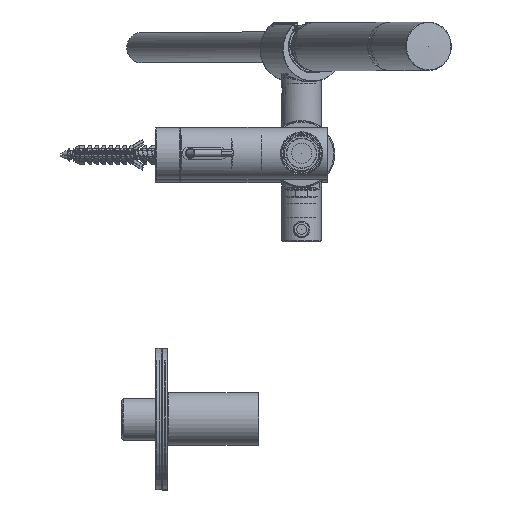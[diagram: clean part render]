
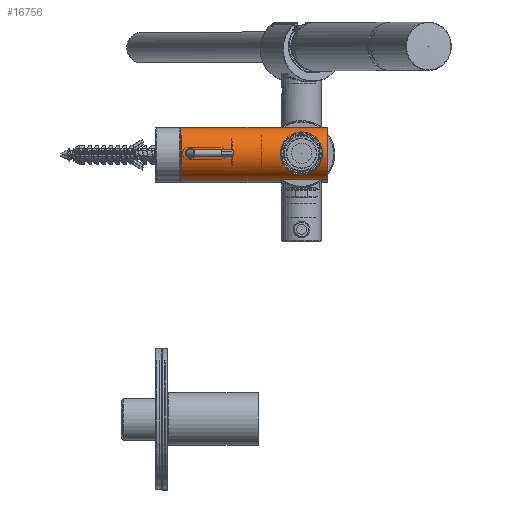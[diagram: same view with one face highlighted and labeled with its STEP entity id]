
A CAD part, top view. The second image highlights one B-rep face of the part: STEP entity #16756.
In plain terms, the highlighted cylindrical face has radius 13 mm (diameter 26 mm), a full revolution.
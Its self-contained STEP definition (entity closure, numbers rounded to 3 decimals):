
#845=B_SPLINE_CURVE_WITH_KNOTS('',3,(#31094,#31095,#31096,#31097,#31098,
#31099,#31100,#31101,#31102,#31103,#31104,#31105,#31106,#31107,#31108,#31109,
#31110,#31111,#31112,#31113,#31114,#31115,#31116,#31117,#31118,#31119,#31120,
#31121,#31122,#31123),.UNSPECIFIED.,.T.,.F.,(1,1,1,1,1,1,1,1,1,1,1,1,1,
1,1,1,1,1,1,1,1,1,1,1,1,1,1,1,1,1,1,1,1,1),(-0.007,-0.004,
-0.002,0.,0.002,0.004,
0.009,0.011,0.013,0.016,
0.018,0.02,0.022,0.024,
0.027,0.031,0.035,0.04,
0.044,0.047,0.049,0.051,
0.053,0.055,0.058,0.06,
0.062,0.064,0.067,0.069,
0.071,0.073,0.075,0.08),
 .UNSPECIFIED.);
#846=B_SPLINE_CURVE_WITH_KNOTS('',3,(#31125,#31126,#31127,#31128,#31129,
#31130,#31131,#31132,#31133,#31134,#31135,#31136,#31137,#31138,#31139,#31140,
#31141,#31142,#31143,#31144,#31145,#31146,#31147,#31148,#31149,#31150,#31151,
#31152,#31153,#31154),.UNSPECIFIED.,.T.,.F.,(1,1,1,1,1,1,1,1,1,1,1,1,1,
1,1,1,1,1,1,1,1,1,1,1,1,1,1,1,1,1,1,1,1,1),(-0.007,-0.004,
-0.002,0.,0.002,0.004,
0.009,0.011,0.013,0.016,
0.018,0.02,0.022,0.024,
0.027,0.031,0.035,0.04,
0.044,0.047,0.049,0.051,
0.053,0.055,0.058,0.06,
0.062,0.064,0.067,0.069,
0.071,0.073,0.075,0.08),
 .UNSPECIFIED.);
#847=B_SPLINE_CURVE_WITH_KNOTS('',3,(#31160,#31161,#31162,#31163,#31164,
#31165,#31166,#31167,#31168,#31169,#31170,#31171,#31172,#31173),
 .UNSPECIFIED.,.T.,.F.,(1,1,1,1,1,1,1,1,1,1,1,1,1,1,1,1,1,1),(-0.005,
-0.004,-0.002,0.,0.002,0.003,
0.004,0.006,0.008,0.009,
0.01,0.011,0.012,0.014,
0.015,0.017,0.018,0.019),
 .UNSPECIFIED.);
#1164=CYLINDRICAL_SURFACE('',#18474,13.);
#1822=CIRCLE('',#18475,13.);
#1823=CIRCLE('',#18476,13.);
#4421=ORIENTED_EDGE('',*,*,#6777,.T.);
#4422=ORIENTED_EDGE('',*,*,#6778,.T.);
#4423=ORIENTED_EDGE('',*,*,#6779,.T.);
#4424=ORIENTED_EDGE('',*,*,#6780,.T.);
#4425=ORIENTED_EDGE('',*,*,#6781,.F.);
#6777=EDGE_CURVE('',#8178,#8178,#845,.T.);
#6778=EDGE_CURVE('',#8179,#8179,#846,.T.);
#6779=EDGE_CURVE('',#8180,#8180,#1822,.T.);
#6780=EDGE_CURVE('',#8181,#8181,#1823,.F.);
#6781=EDGE_CURVE('',#8182,#8182,#847,.T.);
#8178=VERTEX_POINT('',#31124);
#8179=VERTEX_POINT('',#31155);
#8180=VERTEX_POINT('',#31157);
#8181=VERTEX_POINT('',#31159);
#8182=VERTEX_POINT('',#31174);
#10705=EDGE_LOOP('',(#4421));
#10706=EDGE_LOOP('',(#4422));
#10707=EDGE_LOOP('',(#4423));
#10708=EDGE_LOOP('',(#4424));
#10709=EDGE_LOOP('',(#4425));
#12232=FACE_BOUND('',#10705,.T.);
#12233=FACE_BOUND('',#10706,.T.);
#12234=FACE_BOUND('',#10707,.T.);
#12235=FACE_BOUND('',#10708,.T.);
#12236=FACE_BOUND('',#10709,.T.);
#16756=ADVANCED_FACE('',(#12232,#12233,#12234,#12235,#12236),#1164,.T.);
#18474=AXIS2_PLACEMENT_3D('',#31093,#21932,#21933);
#18475=AXIS2_PLACEMENT_3D('',#31156,#21934,#21935);
#18476=AXIS2_PLACEMENT_3D('',#31158,#21936,#21937);
#21932=DIRECTION('',(0.,0.,-1.));
#21933=DIRECTION('',(-1.,0.,0.));
#21934=DIRECTION('',(0.,0.,-1.));
#21935=DIRECTION('',(-1.,0.,0.));
#21936=DIRECTION('',(0.,0.,-1.));
#21937=DIRECTION('',(-1.,0.,0.));
#31093=CARTESIAN_POINT('',(0.,0.,73.));
#31094=CARTESIAN_POINT('',(2.224,-12.87,49.706));
#31095=CARTESIAN_POINT('',(-0.002,-13.065,49.472));
#31096=CARTESIAN_POINT('',(-2.215,-12.871,49.704));
#31097=CARTESIAN_POINT('',(-4.951,-12.159,50.575));
#31098=CARTESIAN_POINT('',(-7.196,-10.929,52.131));
#31099=CARTESIAN_POINT('',(-8.848,-9.564,54.122));
#31100=CARTESIAN_POINT('',(-9.808,-8.563,55.843));
#31101=CARTESIAN_POINT('',(-10.452,-7.742,57.803));
#31102=CARTESIAN_POINT('',(-10.694,-7.389,60.007));
#31103=CARTESIAN_POINT('',(-10.45,-7.745,62.204));
#31104=CARTESIAN_POINT('',(-9.806,-8.565,64.159));
#31105=CARTESIAN_POINT('',(-8.851,-9.561,65.874));
#31106=CARTESIAN_POINT('',(-7.189,-10.932,67.874));
#31107=CARTESIAN_POINT('',(-4.418,-12.461,69.806));
#31108=CARTESIAN_POINT('',(-0.033,-13.264,70.765));
#31109=CARTESIAN_POINT('',(4.361,-12.484,69.834));
#31110=CARTESIAN_POINT('',(7.172,-10.945,67.891));
#31111=CARTESIAN_POINT('',(8.842,-9.57,65.888));
#31112=CARTESIAN_POINT('',(9.8,-8.571,64.173));
#31113=CARTESIAN_POINT('',(10.45,-7.745,62.209));
#31114=CARTESIAN_POINT('',(10.694,-7.389,60.004));
#31115=CARTESIAN_POINT('',(10.452,-7.742,57.804));
#31116=CARTESIAN_POINT('',(9.806,-8.564,55.842));
#31117=CARTESIAN_POINT('',(8.853,-9.559,54.129));
#31118=CARTESIAN_POINT('',(7.599,-10.593,52.619));
#31119=CARTESIAN_POINT('',(6.082,-11.541,51.359));
#31120=CARTESIAN_POINT('',(4.266,-12.337,50.357));
#31121=CARTESIAN_POINT('',(2.224,-12.87,49.706));
#31122=CARTESIAN_POINT('',(-0.002,-13.065,49.472));
#31123=CARTESIAN_POINT('',(-2.215,-12.871,49.704));
#31124=CARTESIAN_POINT('',(0.,-13.,49.55));
#31125=CARTESIAN_POINT('',(-2.224,12.87,49.706));
#31126=CARTESIAN_POINT('',(0.002,13.065,49.472));
#31127=CARTESIAN_POINT('',(2.215,12.871,49.704));
#31128=CARTESIAN_POINT('',(4.951,12.159,50.575));
#31129=CARTESIAN_POINT('',(7.196,10.929,52.131));
#31130=CARTESIAN_POINT('',(8.848,9.564,54.122));
#31131=CARTESIAN_POINT('',(9.808,8.563,55.843));
#31132=CARTESIAN_POINT('',(10.452,7.742,57.803));
#31133=CARTESIAN_POINT('',(10.694,7.389,60.007));
#31134=CARTESIAN_POINT('',(10.45,7.745,62.204));
#31135=CARTESIAN_POINT('',(9.806,8.565,64.159));
#31136=CARTESIAN_POINT('',(8.851,9.561,65.874));
#31137=CARTESIAN_POINT('',(7.189,10.932,67.874));
#31138=CARTESIAN_POINT('',(4.418,12.461,69.806));
#31139=CARTESIAN_POINT('',(0.033,13.264,70.765));
#31140=CARTESIAN_POINT('',(-4.361,12.484,69.834));
#31141=CARTESIAN_POINT('',(-7.172,10.945,67.891));
#31142=CARTESIAN_POINT('',(-8.842,9.57,65.888));
#31143=CARTESIAN_POINT('',(-9.8,8.571,64.173));
#31144=CARTESIAN_POINT('',(-10.45,7.745,62.209));
#31145=CARTESIAN_POINT('',(-10.694,7.389,60.004));
#31146=CARTESIAN_POINT('',(-10.452,7.742,57.804));
#31147=CARTESIAN_POINT('',(-9.806,8.564,55.842));
#31148=CARTESIAN_POINT('',(-8.853,9.559,54.129));
#31149=CARTESIAN_POINT('',(-7.599,10.593,52.619));
#31150=CARTESIAN_POINT('',(-6.082,11.541,51.359));
#31151=CARTESIAN_POINT('',(-4.266,12.337,50.357));
#31152=CARTESIAN_POINT('',(-2.224,12.87,49.706));
#31153=CARTESIAN_POINT('',(0.002,13.065,49.472));
#31154=CARTESIAN_POINT('',(2.215,12.871,49.704));
#31155=CARTESIAN_POINT('',(0.,13.,49.55));
#31156=CARTESIAN_POINT('',(0.,0.,72.8));
#31157=CARTESIAN_POINT('',(-13.,0.,72.8));
#31158=CARTESIAN_POINT('',(0.,0.,0.2));
#31159=CARTESIAN_POINT('',(-13.,0.,0.2));
#31160=CARTESIAN_POINT('',(-2.581,-12.736,5.048));
#31161=CARTESIAN_POINT('',(-1.927,-12.88,3.092));
#31162=CARTESIAN_POINT('',(-0.371,-13.026,2.288));
#31163=CARTESIAN_POINT('',(0.928,-12.977,2.564));
#31164=CARTESIAN_POINT('',(1.983,-12.862,3.352));
#31165=CARTESIAN_POINT('',(2.582,-12.737,4.957));
#31166=CARTESIAN_POINT('',(2.03,-12.853,6.576));
#31167=CARTESIAN_POINT('',(1.009,-12.971,7.396));
#31168=CARTESIAN_POINT('',(0.049,-13.013,7.642));
#31169=CARTESIAN_POINT('',(-0.926,-12.978,7.437));
#31170=CARTESIAN_POINT('',(-1.981,-12.862,6.651));
#31171=CARTESIAN_POINT('',(-2.581,-12.736,5.048));
#31172=CARTESIAN_POINT('',(-1.927,-12.88,3.092));
#31173=CARTESIAN_POINT('',(-0.371,-13.026,2.288));
#31174=CARTESIAN_POINT('',(-1.725,-12.885,3.257));
